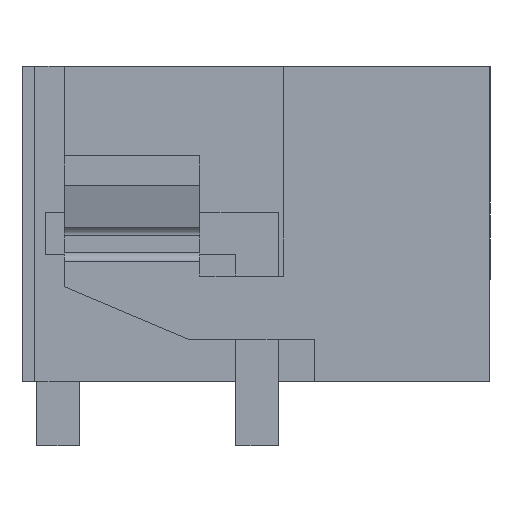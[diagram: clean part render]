
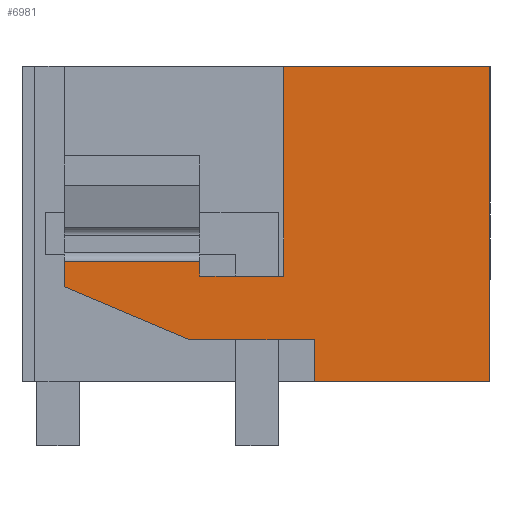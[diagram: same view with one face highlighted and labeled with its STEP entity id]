
A CAD part, left-side view. The second image highlights one B-rep face of the part: STEP entity #6981.
In plain terms, the highlighted planar face has unit normal (-1, 0, 0).
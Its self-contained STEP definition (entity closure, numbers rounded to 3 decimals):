
#6923=AXIS2_PLACEMENT_3D('Plane Axis2P3D',#6920,#6921,#6922) ;
#3515=CARTESIAN_POINT('Vertex',(0.,4.875,8.95)) ;
#3518=CARTESIAN_POINT('Line Origine',(0.,2.438,8.95)) ;
#3522=CARTESIAN_POINT('Vertex',(0.,0.,8.95)) ;
#4433=CARTESIAN_POINT('Vertex',(0.,0.,1.5)) ;
#4436=CARTESIAN_POINT('Line Origine',(0.,2.075,1.5)) ;
#4440=CARTESIAN_POINT('Vertex',(0.,4.15,1.5)) ;
#6711=CARTESIAN_POINT('Vertex',(0.,10.05,3.75)) ;
#6714=CARTESIAN_POINT('Line Origine',(0.,10.05,4.05)) ;
#6718=CARTESIAN_POINT('Vertex',(0.,10.05,4.35)) ;
#6905=CARTESIAN_POINT('Vertex',(0.,4.875,4.)) ;
#6908=CARTESIAN_POINT('Line Origine',(0.,4.875,6.475)) ;
#6920=CARTESIAN_POINT('Axis2P3D Location',(0.,11.05,-1.7)) ;
#6925=CARTESIAN_POINT('Line Origine',(0.,0.,5.225)) ;
#6930=CARTESIAN_POINT('Line Origine',(0.,5.863,4.)) ;
#6934=CARTESIAN_POINT('Vertex',(0.,6.85,4.)) ;
#6937=CARTESIAN_POINT('Line Origine',(0.,6.85,4.175)) ;
#6941=CARTESIAN_POINT('Vertex',(0.,6.85,4.35)) ;
#6944=CARTESIAN_POINT('Line Origine',(0.,8.45,4.35)) ;
#6949=CARTESIAN_POINT('Line Origine',(0.,8.571,3.123)) ;
#6953=CARTESIAN_POINT('Vertex',(0.,7.092,2.497)) ;
#6956=CARTESIAN_POINT('Line Origine',(0.,5.621,2.497)) ;
#6960=CARTESIAN_POINT('Vertex',(0.,4.15,2.497)) ;
#6963=CARTESIAN_POINT('Line Origine',(0.,4.15,1.998)) ;
#3519=DIRECTION('Vector Direction',(0.,-1.,0.)) ;
#4437=DIRECTION('Vector Direction',(0.,1.,0.)) ;
#6715=DIRECTION('Vector Direction',(0.,0.,-1.)) ;
#6909=DIRECTION('Vector Direction',(0.,0.,1.)) ;
#6921=DIRECTION('Axis2P3D Direction',(-1.,0.,0.)) ;
#6922=DIRECTION('Axis2P3D XDirection',(0.,-1.,0.)) ;
#6926=DIRECTION('Vector Direction',(0.,0.,-1.)) ;
#6931=DIRECTION('Vector Direction',(0.,1.,0.)) ;
#6938=DIRECTION('Vector Direction',(0.,0.,1.)) ;
#6945=DIRECTION('Vector Direction',(0.,-1.,0.)) ;
#6950=DIRECTION('Vector Direction',(0.,0.921,0.39)) ;
#6957=DIRECTION('Vector Direction',(0.,-1.,0.)) ;
#6964=DIRECTION('Vector Direction',(0.,0.,-1.)) ;
#3520=VECTOR('Line Direction',#3519,1.) ;
#4438=VECTOR('Line Direction',#4437,1.) ;
#6716=VECTOR('Line Direction',#6715,1.) ;
#6910=VECTOR('Line Direction',#6909,1.) ;
#6927=VECTOR('Line Direction',#6926,1.) ;
#6932=VECTOR('Line Direction',#6931,1.) ;
#6939=VECTOR('Line Direction',#6938,1.) ;
#6946=VECTOR('Line Direction',#6945,1.) ;
#6951=VECTOR('Line Direction',#6950,1.) ;
#6958=VECTOR('Line Direction',#6957,1.) ;
#6965=VECTOR('Line Direction',#6964,1.) ;
#6969=ORIENTED_EDGE('',*,*,#4442,.T.) ;
#6970=ORIENTED_EDGE('',*,*,#6929,.T.) ;
#6971=ORIENTED_EDGE('',*,*,#3524,.T.) ;
#6972=ORIENTED_EDGE('',*,*,#6912,.T.) ;
#6973=ORIENTED_EDGE('',*,*,#6936,.T.) ;
#6974=ORIENTED_EDGE('',*,*,#6943,.T.) ;
#6975=ORIENTED_EDGE('',*,*,#6948,.F.) ;
#6976=ORIENTED_EDGE('',*,*,#6720,.T.) ;
#6977=ORIENTED_EDGE('',*,*,#6955,.T.) ;
#6978=ORIENTED_EDGE('',*,*,#6962,.T.) ;
#6979=ORIENTED_EDGE('',*,*,#6967,.T.) ;
#6981=ADVANCED_FACE('HOUSING',(#6980),#6924,.T.) ;
#3524=EDGE_CURVE('',#3523,#3516,#3521,.F.) ;
#4442=EDGE_CURVE('',#4441,#4434,#4439,.F.) ;
#6720=EDGE_CURVE('',#6719,#6712,#6717,.T.) ;
#6912=EDGE_CURVE('',#3516,#6906,#6911,.F.) ;
#6929=EDGE_CURVE('',#4434,#3523,#6928,.F.) ;
#6936=EDGE_CURVE('',#6906,#6935,#6933,.T.) ;
#6943=EDGE_CURVE('',#6935,#6942,#6940,.T.) ;
#6948=EDGE_CURVE('',#6719,#6942,#6947,.T.) ;
#6955=EDGE_CURVE('',#6712,#6954,#6952,.F.) ;
#6962=EDGE_CURVE('',#6954,#6961,#6959,.T.) ;
#6967=EDGE_CURVE('',#6961,#4441,#6966,.T.) ;
#6968=EDGE_LOOP('',(#6969,#6970,#6971,#6972,#6973,#6974,#6975,#6976,#6977,#6978,#6979)) ;
#6980=FACE_OUTER_BOUND('',#6968,.T.) ;
#3521=LINE('Line',#3518,#3520) ;
#4439=LINE('Line',#4436,#4438) ;
#6717=LINE('Line',#6714,#6716) ;
#6911=LINE('Line',#6908,#6910) ;
#6928=LINE('Line',#6925,#6927) ;
#6933=LINE('Line',#6930,#6932) ;
#6940=LINE('Line',#6937,#6939) ;
#6947=LINE('Line',#6944,#6946) ;
#6952=LINE('Line',#6949,#6951) ;
#6959=LINE('Line',#6956,#6958) ;
#6966=LINE('Line',#6963,#6965) ;
#6924=PLANE('',#6923) ;
#3516=VERTEX_POINT('',#3515) ;
#3523=VERTEX_POINT('',#3522) ;
#4434=VERTEX_POINT('',#4433) ;
#4441=VERTEX_POINT('',#4440) ;
#6712=VERTEX_POINT('',#6711) ;
#6719=VERTEX_POINT('',#6718) ;
#6906=VERTEX_POINT('',#6905) ;
#6935=VERTEX_POINT('',#6934) ;
#6942=VERTEX_POINT('',#6941) ;
#6954=VERTEX_POINT('',#6953) ;
#6961=VERTEX_POINT('',#6960) ;
